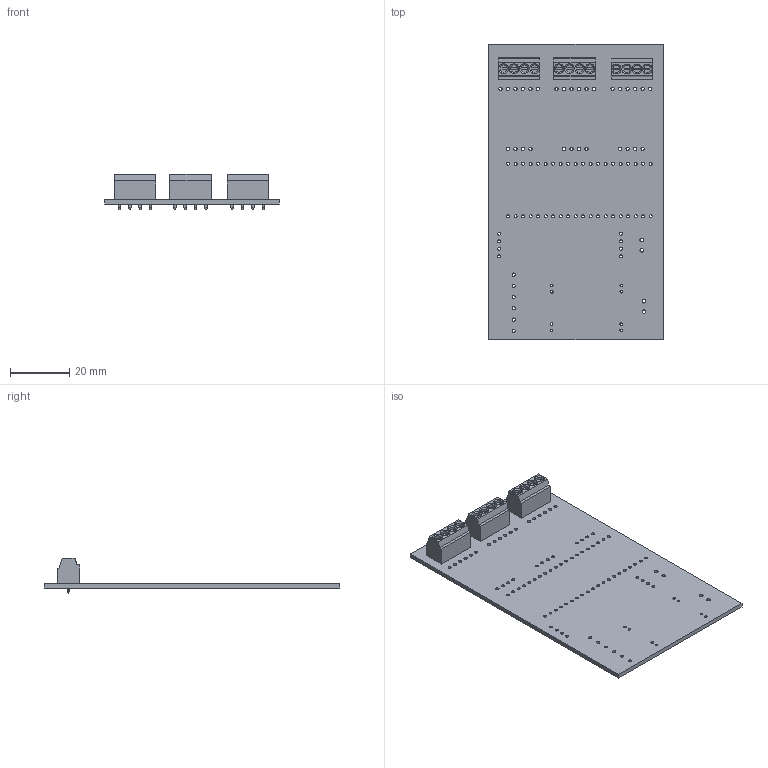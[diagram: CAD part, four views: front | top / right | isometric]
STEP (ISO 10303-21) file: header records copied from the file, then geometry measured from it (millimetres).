
FILE_DESCRIPTION(('KiCad electronic assembly'),'2;1');
FILE_NAME('LIFT.step','2025-12-10T10:47:55',('Pcbnew'),('Kicad'), 'Open CASCADE STEP processor 7.9','KiCad to STEP converter','Unknown' );
FILE_SCHEMA(('AUTOMOTIVE_DESIGN { 1 0 10303 214 1 1 1 1 }'));
Length unit declared in the file: millimetre
Products named in the file (5): LIFT 1; 393570004; SOLID; COMPOUND; LIFT_PCB
Assembly tree (6 placements, depth 3):
  LIFT 1
    393570004  x3
      SOLID
      COMPOUND
    LIFT_PCB
Bounding box: 59 x 100 x 12.01 mm (x, y, z)
Volume: 10858.9 mm3; surface area: 14886.8 mm2
Topology: 4 solids, 4 shells, 468 faces, 1188 edges, 800 vertices
Faces by surface type: plane 312, cylinder 132, cone 24
Full cylindrical faces by diameter (mm): 0.889 x8, 1 x40, 1.02 x8, 1.092 x12, 1.1 x36, 1.2 x4
Entity records: 7825 total; most frequent: DIRECTION 1362, CARTESIAN_POINT 1275, ORIENTED_EDGE 1216, EDGE_CURVE 608, AXIS2_PLACEMENT_3D 503, FACE_BOUND 460, EDGE_LOOP 460, VERTEX_POINT 392
